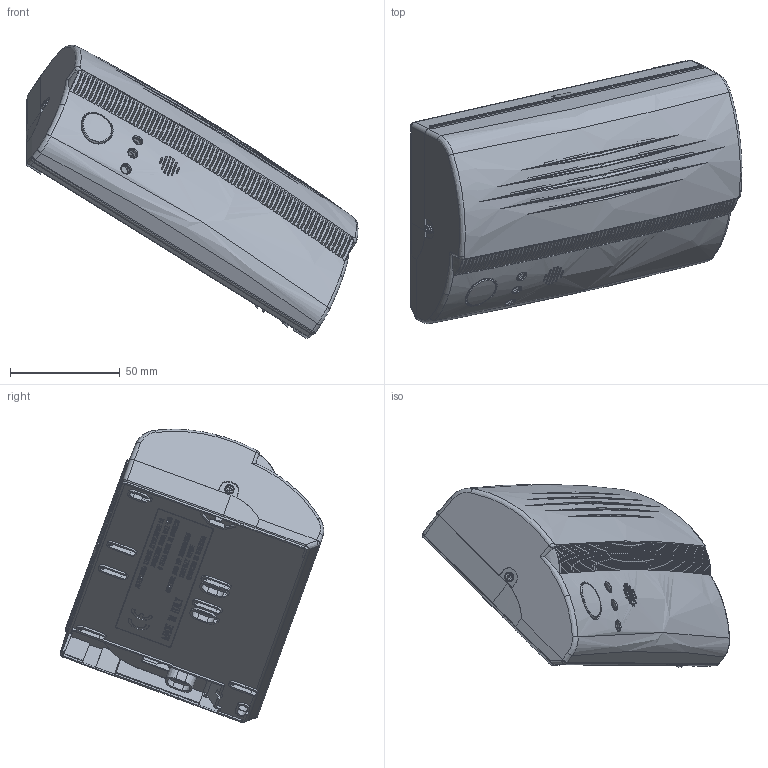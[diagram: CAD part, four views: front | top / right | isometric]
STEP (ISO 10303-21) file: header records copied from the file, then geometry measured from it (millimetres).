
FILE_DESCRIPTION(('CATIA V5 STEP Exchange'),'2;1');
FILE_NAME('RG1-G.stp','2025-01-27T07:44:07+00:00',('none'),('none'),'CATIA Version 5-6 Release 2016 SP6','CATIA V5 STEP AP203','none');
FILE_SCHEMA(('CONFIG_CONTROL_DESIGN'));
Products named in the file (1): RG1-G
Assembly tree (4 placements, depth 2):
  RG1-G
    #57
    #120267
    #198913
    #202902
Bounding box: 151.46 x 120.2 x 133.91 mm (x, y, z)
Volume: 93597.3 mm3; surface area: 112249.4 mm2
Topology: 4 solids, 4 shells, 5095 faces, 15352 edges, 10203 vertices
Faces by surface type: plane 3915, bspline 737, cylinder 205, revolution 111, cone 103, sphere 12, torus 8, extrusion 4
Entity records: 203649 total; most frequent: CARTESIAN_POINT 79494, ORIENTED_EDGE 30680, DIRECTION 17779, EDGE_CURVE 15340, VECTOR 10764, LINE 10760, VERTEX_POINT 10203, EDGE_LOOP 5433
